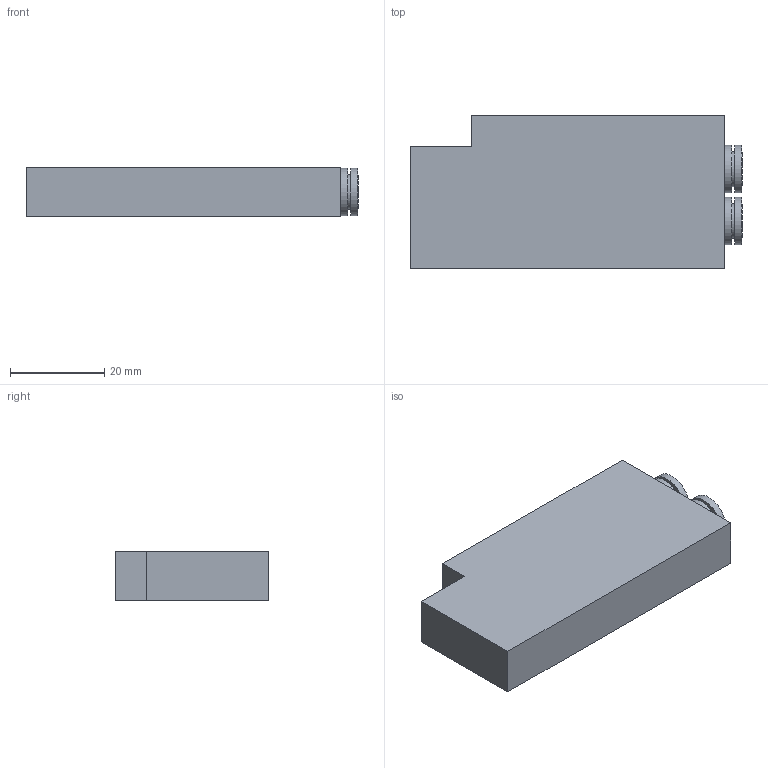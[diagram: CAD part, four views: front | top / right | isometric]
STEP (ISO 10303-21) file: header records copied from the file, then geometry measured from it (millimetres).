
FILE_DESCRIPTION(/* description */ ('STEP AP214'),/* implementation_level */ '2;1');
FILE_NAME(/* name */ 'SY30M-2-1DA-C6(10_)',/* time_stamp */ '2022-08-24T23:55:47+02:00',/* author */ ('License CC BY-ND 4.0'),/* organization */ ('CADENAS'),/* preprocessor_version */ 'ST-DEVELOPER v18.102',/* originating_system */ 'PARTsolutions',/* authorisation */ ' ');
FILE_SCHEMA (('AUTOMOTIVE_DESIGN {1 0 10303 214 3 1 1}'));
Length unit declared in the file: millimetre
Products named in the file (1): SY30M-2-1DA-C6(10_)
Bounding box: 70.3 x 32.5 x 10.5 mm (x, y, z)
Volume: 21564.5 mm3; surface area: 7014.4 mm2
Topology: 1 solids, 1 shells, 98 faces, 237 edges, 158 vertices
Faces by surface type: plane 75, cylinder 23
Full cylindrical faces by diameter (mm): 6 x2, 7.4 x2, 10 x4
Entity records: 2837 total; most frequent: CARTESIAN_POINT 486, DIRECTION 473, ORIENTED_EDGE 458, EDGE_CURVE 229, LINE 183, VECTOR 183, VERTEX_POINT 158, AXIS2_PLACEMENT_3D 145
